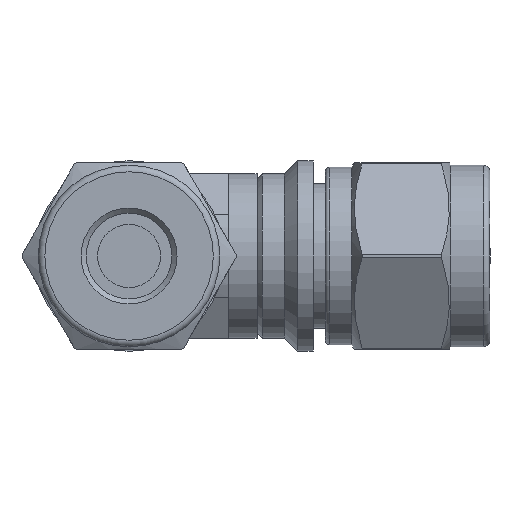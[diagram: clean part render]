
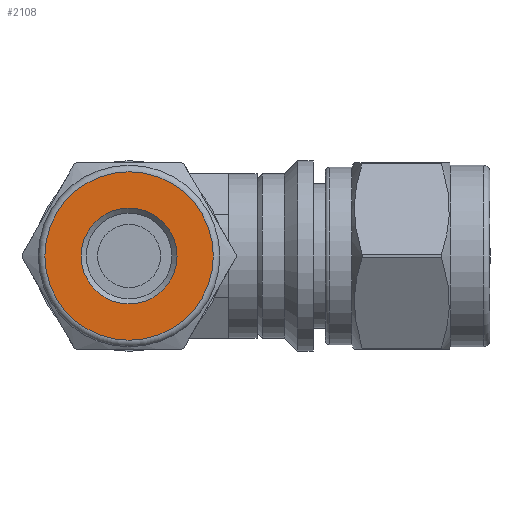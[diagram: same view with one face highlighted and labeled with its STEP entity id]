
A CAD part, left-side view. The second image highlights one B-rep face of the part: STEP entity #2108.
In plain terms, the highlighted planar face has unit normal (-1, 0, 0).
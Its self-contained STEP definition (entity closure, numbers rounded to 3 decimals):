
#35=FACE_BOUND('',#505,.T.);
#210=CIRCLE('',#2378,3.675);
#211=CIRCLE('',#2380,6.45);
#356=FACE_OUTER_BOUND('',#504,.T.);
#504=EDGE_LOOP('',(#1788));
#505=EDGE_LOOP('',(#1789));
#994=VERTEX_POINT('',#3671);
#995=VERTEX_POINT('',#3675);
#1272=EDGE_CURVE('',#994,#994,#210,.T.);
#1273=EDGE_CURVE('',#995,#995,#211,.T.);
#1788=ORIENTED_EDGE('',*,*,#1273,.F.);
#1789=ORIENTED_EDGE('',*,*,#1272,.T.);
#1986=PLANE('',#2379);
#2108=ADVANCED_FACE('',(#356,#35),#1986,.T.);
#2378=AXIS2_PLACEMENT_3D('',#3673,#2951,#2952);
#2379=AXIS2_PLACEMENT_3D('',#3674,#2953,#2954);
#2380=AXIS2_PLACEMENT_3D('',#3676,#2955,#2956);
#2951=DIRECTION('center_axis',(1.,0.,0.));
#2952=DIRECTION('ref_axis',(0.,0.,-1.));
#2953=DIRECTION('center_axis',(-1.,0.,0.));
#2954=DIRECTION('ref_axis',(0.,0.,1.));
#2955=DIRECTION('center_axis',(1.,0.,0.));
#2956=DIRECTION('ref_axis',(0.,0.,-1.));
#3671=CARTESIAN_POINT('',(-27.639,-3.675,0.));
#3673=CARTESIAN_POINT('Origin',(-27.639,0.,
0.));
#3674=CARTESIAN_POINT('Origin',(-27.639,6.45,0.));
#3675=CARTESIAN_POINT('',(-27.639,0.,6.45));
#3676=CARTESIAN_POINT('Origin',(-27.639,0.,
0.));
